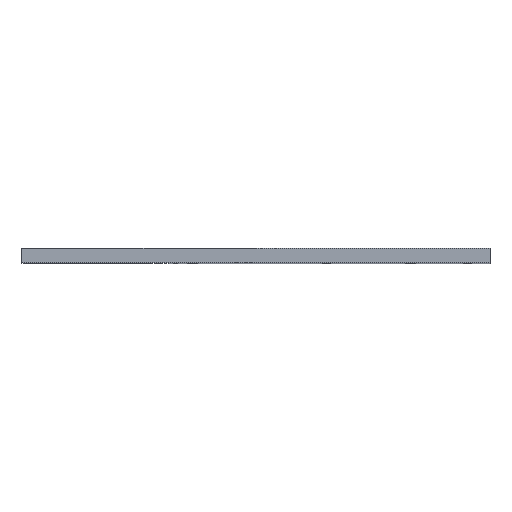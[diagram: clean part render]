
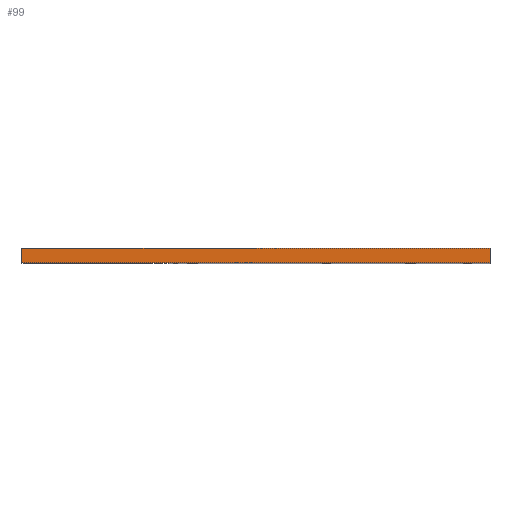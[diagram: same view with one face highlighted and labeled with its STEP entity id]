
A CAD part, top view. The second image highlights one B-rep face of the part: STEP entity #99.
In plain terms, the highlighted planar face has unit normal (0, 0, 1).
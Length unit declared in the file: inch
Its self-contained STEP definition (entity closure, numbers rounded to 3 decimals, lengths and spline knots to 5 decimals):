
#99 = ADVANCED_FACE ( 'NONE', ( #6006 ), #2573, .F. ) ;
#109 = LINE ( 'NONE', #4618, #3270 ) ;
#143 = EDGE_CURVE ( 'NONE', #2075, #3417, #2619, .T. ) ;
#672 = CARTESIAN_POINT ( 'NONE',  ( -5.9, 0.375, 7. ) ) ;
#712 = DIRECTION ( 'NONE',  ( 0., -1., 0. ) ) ;
#726 = ORIENTED_EDGE ( 'NONE', *, *, #2918, .T. ) ;
#750 = DIRECTION ( 'NONE',  ( 1., 0., 0. ) ) ;
#1077 = CARTESIAN_POINT ( 'NONE',  ( 5.9, 0.375, 7. ) ) ;
#1238 = AXIS2_PLACEMENT_3D ( 'NONE', #672, #4992, #2108 ) ;
#1546 = EDGE_CURVE ( 'NONE', #6055, #6094, #3472, .T. ) ;
#1586 = CARTESIAN_POINT ( 'NONE',  ( 5.9, 0., 7. ) ) ;
#1749 = DIRECTION ( 'NONE',  ( 1., 0., 0. ) ) ;
#2075 = VERTEX_POINT ( 'NONE', #3311 ) ;
#2108 = DIRECTION ( 'NONE',  ( -1., 0., 0. ) ) ;
#2573 = PLANE ( 'NONE',  #1238 ) ;
#2619 = LINE ( 'NONE', #4088, #4505 ) ;
#2658 = CARTESIAN_POINT ( 'NONE',  ( -5.9, 0., 7. ) ) ;
#2918 = EDGE_CURVE ( 'NONE', #3417, #6094, #4100, .T. ) ;
#2962 = EDGE_CURVE ( 'NONE', #2075, #6055, #109, .T. ) ;
#3075 = CARTESIAN_POINT ( 'NONE',  ( -5.9, 0., 7. ) ) ;
#3270 = VECTOR ( 'NONE', #1749, 39.37008 ) ;
#3311 = CARTESIAN_POINT ( 'NONE',  ( -5.9, 0.375, 7. ) ) ;
#3399 = EDGE_LOOP ( 'NONE', ( #726, #3859, #5913, #4608 ) ) ;
#3417 = VERTEX_POINT ( 'NONE', #3075 ) ;
#3472 = LINE ( 'NONE', #6162, #4595 ) ;
#3744 = DIRECTION ( 'NONE',  ( 0., -1., 0. ) ) ;
#3859 = ORIENTED_EDGE ( 'NONE', *, *, #1546, .F. ) ;
#4088 = CARTESIAN_POINT ( 'NONE',  ( -5.9, 0.375, 7. ) ) ;
#4100 = LINE ( 'NONE', #2658, #5217 ) ;
#4505 = VECTOR ( 'NONE', #712, 39.37008 ) ;
#4595 = VECTOR ( 'NONE', #3744, 39.37008 ) ;
#4608 = ORIENTED_EDGE ( 'NONE', *, *, #143, .T. ) ;
#4618 = CARTESIAN_POINT ( 'NONE',  ( -5.9, 0.375, 7. ) ) ;
#4992 = DIRECTION ( 'NONE',  ( 0., 0., -1. ) ) ;
#5217 = VECTOR ( 'NONE', #750, 39.37008 ) ;
#5913 = ORIENTED_EDGE ( 'NONE', *, *, #2962, .F. ) ;
#6006 = FACE_OUTER_BOUND ( 'NONE', #3399, .T. ) ;
#6055 = VERTEX_POINT ( 'NONE', #1077 ) ;
#6094 = VERTEX_POINT ( 'NONE', #1586 ) ;
#6162 = CARTESIAN_POINT ( 'NONE',  ( 5.9, 0.375, 7. ) ) ;
